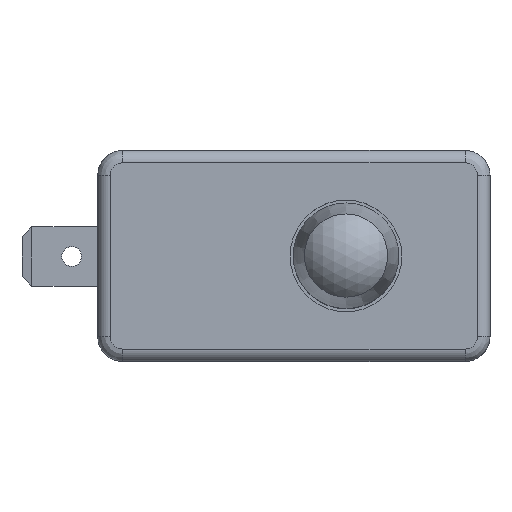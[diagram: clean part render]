
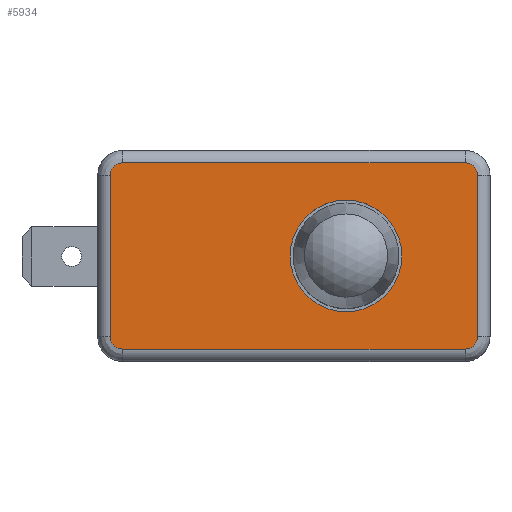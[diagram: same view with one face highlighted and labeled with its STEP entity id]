
A CAD part, top view. The second image highlights one B-rep face of the part: STEP entity #5934.
In plain terms, the highlighted planar face has unit normal (0, 0, 1).
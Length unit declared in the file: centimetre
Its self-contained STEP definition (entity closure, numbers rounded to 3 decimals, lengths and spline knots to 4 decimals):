
#188=FACE_BOUND('',#956,.T.);
#315=PLANE('',#6266);
#623=FACE_OUTER_BOUND('',#955,.T.);
#955=EDGE_LOOP('',(#5118,#5119,#5120,#5121,#5122,#5123,#5124,#5125));
#956=EDGE_LOOP('',(#5126));
#1545=LINE('',#9647,#2240);
#1547=LINE('',#9683,#2242);
#1550=LINE('',#9690,#2245);
#1552=LINE('',#9721,#2247);
#2240=VECTOR('',#7241,1.);
#2242=VECTOR('',#7261,1.);
#2245=VECTOR('',#7268,1.);
#2247=VECTOR('',#7284,1.);
#2499=CIRCLE('',#6244,0.1);
#2503=CIRCLE('',#6248,0.1);
#2507=CIRCLE('',#6254,0.1);
#2511=CIRCLE('',#6258,0.1);
#2514=CIRCLE('',#6267,0.45);
#2961=VERTEX_POINT('',#9644);
#2962=VERTEX_POINT('',#9646);
#2965=VERTEX_POINT('',#9661);
#2966=VERTEX_POINT('',#9674);
#2969=VERTEX_POINT('',#9681);
#2970=VERTEX_POINT('',#9686);
#2973=VERTEX_POINT('',#9701);
#2974=VERTEX_POINT('',#9714);
#2981=VERTEX_POINT('',#9741);
#3719=EDGE_CURVE('',#2961,#2962,#1545,.T.);
#3723=EDGE_CURVE('',#2965,#2961,#2499,.T.);
#3727=EDGE_CURVE('',#2962,#2966,#2503,.T.);
#3729=EDGE_CURVE('',#2969,#2965,#1547,.T.);
#3733=EDGE_CURVE('',#2966,#2970,#1550,.T.);
#3735=EDGE_CURVE('',#2973,#2969,#2507,.T.);
#3739=EDGE_CURVE('',#2970,#2974,#2511,.T.);
#3741=EDGE_CURVE('',#2974,#2973,#1552,.T.);
#3751=EDGE_CURVE('',#2981,#2981,#2514,.T.);
#5118=ORIENTED_EDGE('',*,*,#3719,.F.);
#5119=ORIENTED_EDGE('',*,*,#3723,.F.);
#5120=ORIENTED_EDGE('',*,*,#3729,.F.);
#5121=ORIENTED_EDGE('',*,*,#3735,.F.);
#5122=ORIENTED_EDGE('',*,*,#3741,.F.);
#5123=ORIENTED_EDGE('',*,*,#3739,.F.);
#5124=ORIENTED_EDGE('',*,*,#3733,.F.);
#5125=ORIENTED_EDGE('',*,*,#3727,.F.);
#5126=ORIENTED_EDGE('',*,*,#3751,.T.);
#5934=ADVANCED_FACE('',(#623,#188),#315,.T.);
#6244=AXIS2_PLACEMENT_3D('',#9663,#7247,#7248);
#6248=AXIS2_PLACEMENT_3D('',#9678,#7255,#7256);
#6254=AXIS2_PLACEMENT_3D('',#9703,#7271,#7272);
#6258=AXIS2_PLACEMENT_3D('',#9718,#7279,#7280);
#6266=AXIS2_PLACEMENT_3D('',#9740,#7304,#7305);
#6267=AXIS2_PLACEMENT_3D('',#9742,#7306,#7307);
#7241=DIRECTION('',(1.,0.,0.));
#7247=DIRECTION('center_axis',(0.,0.,-1.));
#7248=DIRECTION('ref_axis',(-0.707,0.707,0.));
#7255=DIRECTION('center_axis',(0.,0.,-1.));
#7256=DIRECTION('ref_axis',(0.707,0.707,0.));
#7261=DIRECTION('',(0.,1.,0.));
#7268=DIRECTION('',(0.,-1.,0.));
#7271=DIRECTION('center_axis',(0.,0.,-1.));
#7272=DIRECTION('ref_axis',(-0.707,-0.707,0.));
#7279=DIRECTION('center_axis',(0.,0.,-1.));
#7280=DIRECTION('ref_axis',(0.707,-0.707,0.));
#7284=DIRECTION('',(-1.,0.,0.));
#7304=DIRECTION('center_axis',(0.,0.,1.));
#7305=DIRECTION('ref_axis',(1.,0.,0.));
#7306=DIRECTION('center_axis',(0.,0.,-1.));
#7307=DIRECTION('ref_axis',(-1.,0.,0.));
#9644=CARTESIAN_POINT('',(-1.8,0.75,0.2));
#9646=CARTESIAN_POINT('',(0.96,0.75,0.2));
#9647=CARTESIAN_POINT('',(-1.21,0.75,0.2));
#9661=CARTESIAN_POINT('',(-1.9,0.65,0.2));
#9663=CARTESIAN_POINT('Origin',(-1.8,0.65,0.2));
#9674=CARTESIAN_POINT('',(1.06,0.65,0.2));
#9678=CARTESIAN_POINT('Origin',(0.96,0.65,0.2));
#9681=CARTESIAN_POINT('',(-1.9,-0.65,0.2));
#9683=CARTESIAN_POINT('',(-1.9,-0.425,0.2));
#9686=CARTESIAN_POINT('',(1.06,-0.65,0.2));
#9690=CARTESIAN_POINT('',(1.06,0.425,0.2));
#9701=CARTESIAN_POINT('',(-1.8,-0.75,0.2));
#9703=CARTESIAN_POINT('Origin',(-1.8,-0.65,0.2));
#9714=CARTESIAN_POINT('',(0.96,-0.75,0.2));
#9718=CARTESIAN_POINT('Origin',(0.96,-0.65,0.2));
#9721=CARTESIAN_POINT('',(0.37,-0.75,0.2));
#9740=CARTESIAN_POINT('Origin',(-0.42,0.,0.2));
#9741=CARTESIAN_POINT('',(0.45,0.,0.2));
#9742=CARTESIAN_POINT('Origin',(0.,0.,0.2));
